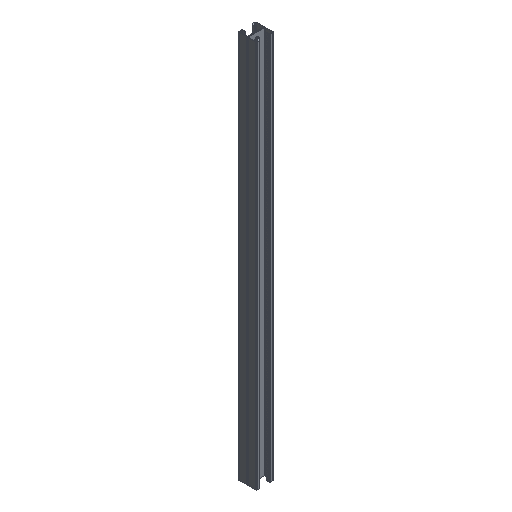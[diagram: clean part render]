
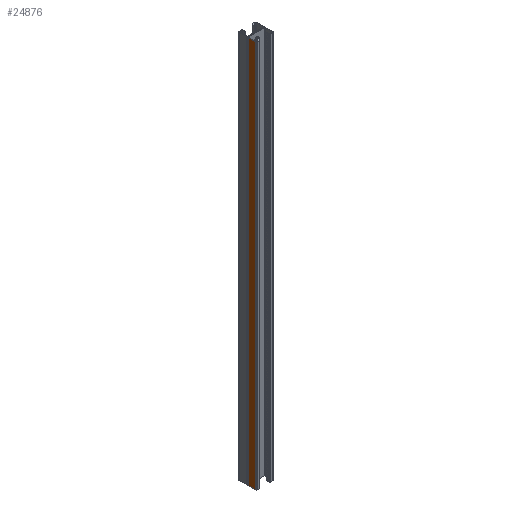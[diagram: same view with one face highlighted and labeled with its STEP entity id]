
A CAD part, isometric view. The second image highlights one B-rep face of the part: STEP entity #24876.
In plain terms, the highlighted face is planar.
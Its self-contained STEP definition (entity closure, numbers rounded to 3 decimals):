
#829 = EDGE_LOOP ( 'NONE', ( #43978, #26728, #37898, #45935 ) ) ;
#2535 = VERTEX_POINT ( 'NONE', #41802 ) ;
#2775 = CARTESIAN_POINT ( 'NONE',  ( 20.5, 0., -450. ) ) ;
#3063 = VERTEX_POINT ( 'NONE', #37605 ) ;
#8283 = LINE ( 'NONE', #17451, #35344 ) ;
#9270 = DIRECTION ( 'NONE',  ( 0., 0., 1. ) ) ;
#10185 = DIRECTION ( 'NONE',  ( -1., 0., 0. ) ) ;
#10712 = DIRECTION ( 'NONE',  ( 0., 1., 0. ) ) ;
#10784 = CARTESIAN_POINT ( 'NONE',  ( 20.5, 2.25, 0. ) ) ;
#15877 = EDGE_CURVE ( 'NONE', #42497, #3063, #8283, .T. ) ;
#17451 = CARTESIAN_POINT ( 'NONE',  ( 20.5, 0., 0. ) ) ;
#20865 = VECTOR ( 'NONE', #9270, 1000. ) ;
#21392 = DIRECTION ( 'NONE',  ( 0., 1., 0. ) ) ;
#22215 = DIRECTION ( 'NONE',  ( 0., 0., -1. ) ) ;
#24876 = ADVANCED_FACE ( 'NONE', ( #45041 ), #45690, .F. ) ;
#25792 = LINE ( 'NONE', #49838, #38667 ) ;
#26313 = DIRECTION ( 'NONE',  ( 0., 0., 1. ) ) ;
#26728 = ORIENTED_EDGE ( 'NONE', *, *, #49654, .F. ) ;
#28833 = LINE ( 'NONE', #32642, #20865 ) ;
#30083 = VECTOR ( 'NONE', #26313, 1000. ) ;
#30932 = CARTESIAN_POINT ( 'NONE',  ( 20.5, 18.75, -450. ) ) ;
#32190 = VERTEX_POINT ( 'NONE', #38498 ) ;
#32642 = CARTESIAN_POINT ( 'NONE',  ( 20.5, 2.25, -450. ) ) ;
#35344 = VECTOR ( 'NONE', #21392, 1000. ) ;
#35975 = AXIS2_PLACEMENT_3D ( 'NONE', #2775, #10185, #22215 ) ;
#37605 = CARTESIAN_POINT ( 'NONE',  ( 20.5, 18.75, 0. ) ) ;
#37898 = ORIENTED_EDGE ( 'NONE', *, *, #41274, .T. ) ;
#38498 = CARTESIAN_POINT ( 'NONE',  ( 20.5, 18.75, -900. ) ) ;
#38667 = VECTOR ( 'NONE', #10712, 1000. ) ;
#41274 = EDGE_CURVE ( 'NONE', #2535, #32190, #25792, .T. ) ;
#41802 = CARTESIAN_POINT ( 'NONE',  ( 20.5, 2.25, -900. ) ) ;
#42497 = VERTEX_POINT ( 'NONE', #10784 ) ;
#43978 = ORIENTED_EDGE ( 'NONE', *, *, #15877, .F. ) ;
#45041 = FACE_OUTER_BOUND ( 'NONE', #829, .T. ) ;
#45212 = EDGE_CURVE ( 'NONE', #32190, #3063, #48487, .T. ) ;
#45690 = PLANE ( 'NONE',  #35975 ) ;
#45935 = ORIENTED_EDGE ( 'NONE', *, *, #45212, .T. ) ;
#48487 = LINE ( 'NONE', #30932, #30083 ) ;
#49654 = EDGE_CURVE ( 'NONE', #2535, #42497, #28833, .T. ) ;
#49838 = CARTESIAN_POINT ( 'NONE',  ( 20.5, 0., -900. ) ) ;
